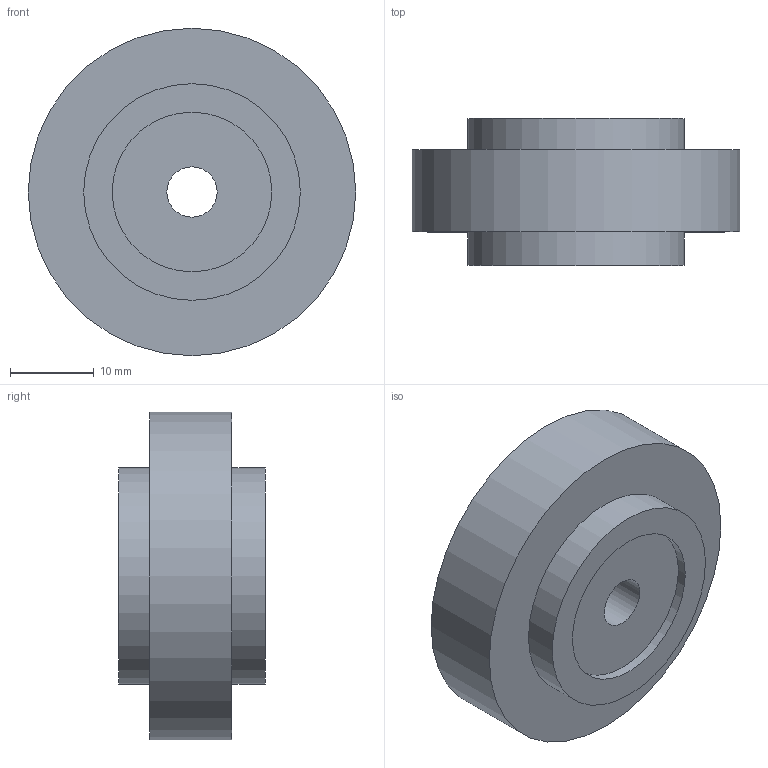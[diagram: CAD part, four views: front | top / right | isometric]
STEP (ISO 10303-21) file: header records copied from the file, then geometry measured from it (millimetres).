
FILE_DESCRIPTION(/* description */ (''),/* implementation_level */ '2;1');
FILE_NAME(/* name */ '144115',/* time_stamp */ '2014-10-06T15:59:51+02:00',/* author */ (''),/* organization */ (''),/* preprocessor_version */ 'ST-DEVELOPER v14',/* originating_system */ 'HiCAD 2013 1802.4 Build 509',/* authorisation */ '');
FILE_SCHEMA (('AUTOMOTIVE_DESIGN { 1 0 10303 214 1 1 1 1 }'));
Length unit declared in the file: millimetre
Products named in the file (2): Root; 144115Looprol diam. 39, sleuf 10BOIKON
Assembly tree (1 placements, depth 2):
  Root
    144115Looprol diam. 39, sleuf 10BOIKON
Bounding box: 39 x 17.5 x 39 mm (x, y, z)
Volume: 14650.6 mm3; surface area: 4581.3 mm2
Topology: 1 solids, 1 shells, 12 faces, 20 edges, 16 vertices
Faces by surface type: cylinder 6, plane 6
Full cylindrical faces by diameter (mm): 6 x1, 19 x2, 25.8 x2, 39 x1
Entity records: 407 total; most frequent: DIRECTION 52, CARTESIAN_POINT 40, AXIS2_PLACEMENT_3D 26, PRESENTATION_STYLE_ASSIGNMENT 25, COLOUR_RGB 25, DRAUGHTING_PRE_DEFINED_CURVE_FONT 24, CURVE_STYLE 24, OVER_RIDING_STYLED_ITEM 24
